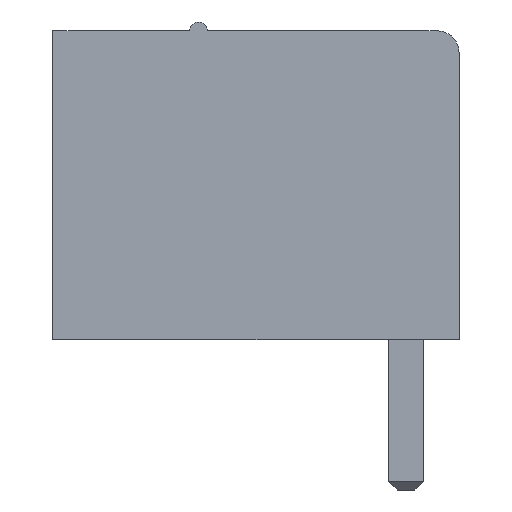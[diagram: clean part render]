
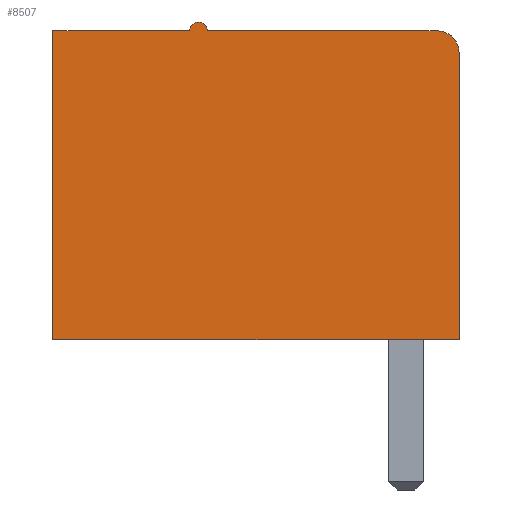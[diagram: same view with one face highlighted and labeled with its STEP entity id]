
A CAD part, left-side view. The second image highlights one B-rep face of the part: STEP entity #8507.
In plain terms, the highlighted planar face has unit normal (-1, 0, 0).
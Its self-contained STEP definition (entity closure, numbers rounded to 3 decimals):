
#223=CIRCLE('',#9200,0.5);
#224=CIRCLE('',#9201,0.2);
#606=FACE_OUTER_BOUND('',#1053,.T.);
#1053=EDGE_LOOP('',(#7417,#7418,#7419,#7420,#7421,#7422,#7423));
#2090=LINE('',#13577,#3213);
#2097=LINE('',#13593,#3220);
#2098=LINE('',#13597,#3221);
#2099=LINE('',#13599,#3222);
#2100=LINE('',#13600,#3223);
#3213=VECTOR('',#11150,10.);
#3220=VECTOR('',#11161,10.);
#3221=VECTOR('',#11164,10.);
#3222=VECTOR('',#11165,10.);
#3223=VECTOR('',#11166,10.);
#4042=VERTEX_POINT('',#13574);
#4043=VERTEX_POINT('',#13576);
#4049=VERTEX_POINT('',#13590);
#4050=VERTEX_POINT('',#13592);
#4051=VERTEX_POINT('',#13594);
#4052=VERTEX_POINT('',#13596);
#4053=VERTEX_POINT('',#13598);
#5181=EDGE_CURVE('',#4042,#4043,#2090,.T.);
#5188=EDGE_CURVE('',#4049,#4042,#223,.T.);
#5189=EDGE_CURVE('',#4050,#4049,#2097,.T.);
#5190=EDGE_CURVE('',#4051,#4050,#224,.T.);
#5191=EDGE_CURVE('',#4052,#4051,#2098,.T.);
#5192=EDGE_CURVE('',#4053,#4052,#2099,.T.);
#5193=EDGE_CURVE('',#4043,#4053,#2100,.T.);
#7417=ORIENTED_EDGE('',*,*,#5188,.F.);
#7418=ORIENTED_EDGE('',*,*,#5189,.F.);
#7419=ORIENTED_EDGE('',*,*,#5190,.F.);
#7420=ORIENTED_EDGE('',*,*,#5191,.F.);
#7421=ORIENTED_EDGE('',*,*,#5192,.F.);
#7422=ORIENTED_EDGE('',*,*,#5193,.F.);
#7423=ORIENTED_EDGE('',*,*,#5181,.F.);
#8079=PLANE('',#9199);
#8507=ADVANCED_FACE('',(#606),#8079,.F.);
#9199=AXIS2_PLACEMENT_3D('',#13589,#11157,#11158);
#9200=AXIS2_PLACEMENT_3D('',#13591,#11159,#11160);
#9201=AXIS2_PLACEMENT_3D('',#13595,#11162,#11163);
#11150=DIRECTION('',(0.,0.,-1.));
#11157=DIRECTION('center_axis',(1.,0.,0.));
#11158=DIRECTION('ref_axis',(0.,0.,-1.));
#11159=DIRECTION('center_axis',(1.,0.,0.));
#11160=DIRECTION('ref_axis',(0.,0.,1.));
#11161=DIRECTION('',(0.,-1.,0.));
#11162=DIRECTION('center_axis',(1.,0.,0.));
#11163=DIRECTION('ref_axis',(0.,1.,0.));
#11164=DIRECTION('',(0.,-1.,0.));
#11165=DIRECTION('',(0.,0.,1.));
#11166=DIRECTION('',(0.,1.,0.));
#13574=CARTESIAN_POINT('',(-2.54,-1.2,6.5));
#13576=CARTESIAN_POINT('',(-2.54,-1.2,0.));
#13577=CARTESIAN_POINT('',(-2.54,-1.2,6.5));
#13589=CARTESIAN_POINT('Origin',(-2.54,3.461,3.465));
#13590=CARTESIAN_POINT('',(-2.54,-0.7,7.));
#13591=CARTESIAN_POINT('Origin',(-2.54,-0.7,6.5));
#13592=CARTESIAN_POINT('',(-2.54,4.5,7.));
#13593=CARTESIAN_POINT('',(-2.54,4.5,7.));
#13594=CARTESIAN_POINT('',(-2.54,4.9,7.));
#13595=CARTESIAN_POINT('Origin',(-2.54,4.7,7.));
#13596=CARTESIAN_POINT('',(-2.54,8.,7.));
#13597=CARTESIAN_POINT('',(-2.54,8.,7.));
#13598=CARTESIAN_POINT('',(-2.54,8.,0.));
#13599=CARTESIAN_POINT('',(-2.54,8.,0.));
#13600=CARTESIAN_POINT('',(-2.54,-1.2,0.));
